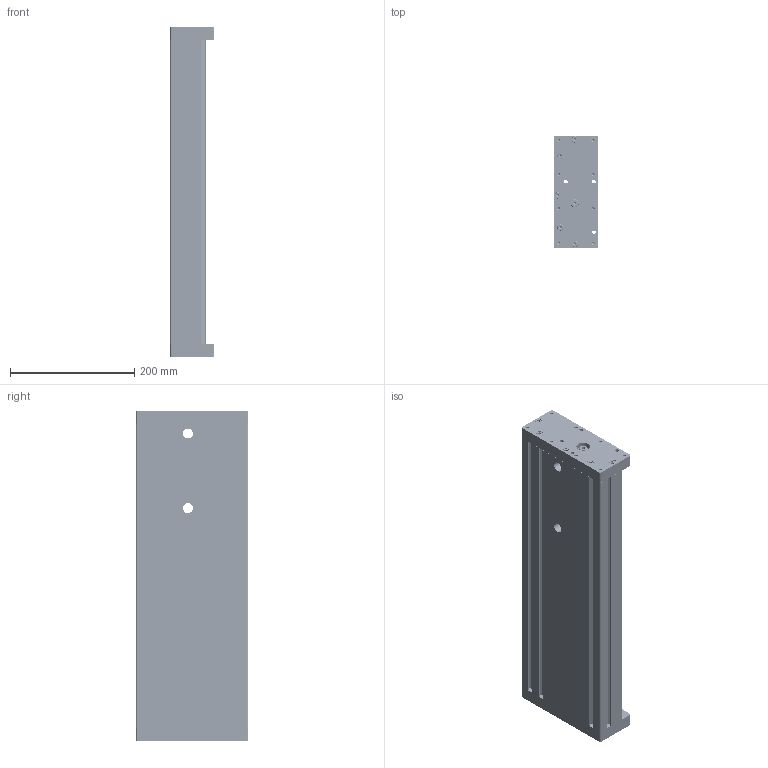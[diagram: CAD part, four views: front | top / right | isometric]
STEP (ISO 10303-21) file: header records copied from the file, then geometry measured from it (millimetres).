
FILE_DESCRIPTION (( 'STEP AP214' ), '1' );
FILE_NAME ('0186-0871_181204_E01-37Sx500.STEP', '2018-12-04T13:45:24', ( '' ), ( '' ), 'SwSTEP 2.0', 'SolidWorks 2018', '' );
FILE_SCHEMA (( 'AUTOMOTIVE_DESIGN' ));
Length unit declared in the file: millimetre
Products named in the file (1): 0186-0871_181204_E01-37Sx500
Bounding box: 70.25 x 180 x 530 mm (x, y, z)
Volume: 2475479.1 mm3; surface area: 625517.7 mm2
Topology: 3 solids, 137 shells, 4242 faces, 11382 edges, 7092 vertices
Faces by surface type: cone 1628, cylinder 1325, plane 1171, torus 118
Entity records: 179698 total; most frequent: DIRECTION 24575, CARTESIAN_POINT 23730, ORIENTED_EDGE 22512, EDGE_CURVE 11256, AXIS2_PLACEMENT_3D 9413, VERTEX_POINT 7092, LINE 5749, VECTOR 5749
